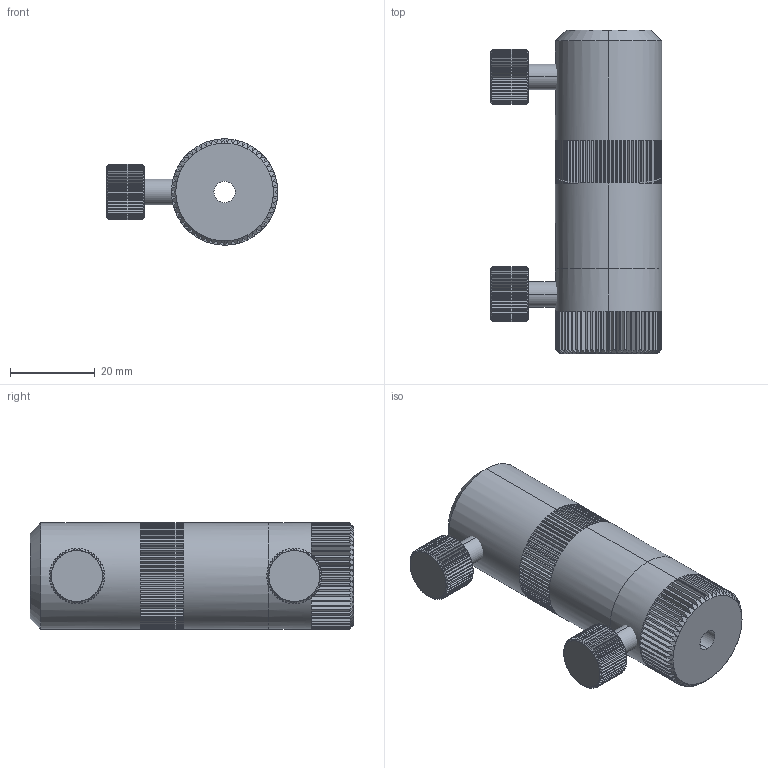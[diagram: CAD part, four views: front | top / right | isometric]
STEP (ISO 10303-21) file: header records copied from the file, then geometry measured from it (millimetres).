
FILE_DESCRIPTION (( 'STEP AP203' ), '1' );
FILE_NAME ('03MHO-3M.STEP', '2016-02-22T03:02:35', ( '' ), ( '' ), 'SwSTEP 2.0', 'SolidWorks 2016', '' );
FILE_SCHEMA (( 'CONFIG_CONTROL_DESIGN' ));
Length unit declared in the file: millimetre
Products named in the file (1): 03MHO-3M
Bounding box: 40.35 x 76.2 x 25 mm (x, y, z)
Surface area: 13128.7 mm2 (no closed solid volume)
Topology: 0 solids, 4 shells, 1035 faces, 2880 edges, 1921 vertices
Faces by surface type: plane 702, cone 215, cylinder 118
Entity records: 33948 total; most frequent: CARTESIAN_POINT 7639, ORIENTED_EDGE 5704, DIRECTION 5146, EDGE_CURVE 2880, VERTEX_POINT 1921, AXIS2_PLACEMENT_3D 1770, VECTOR 1606, LINE 1606
